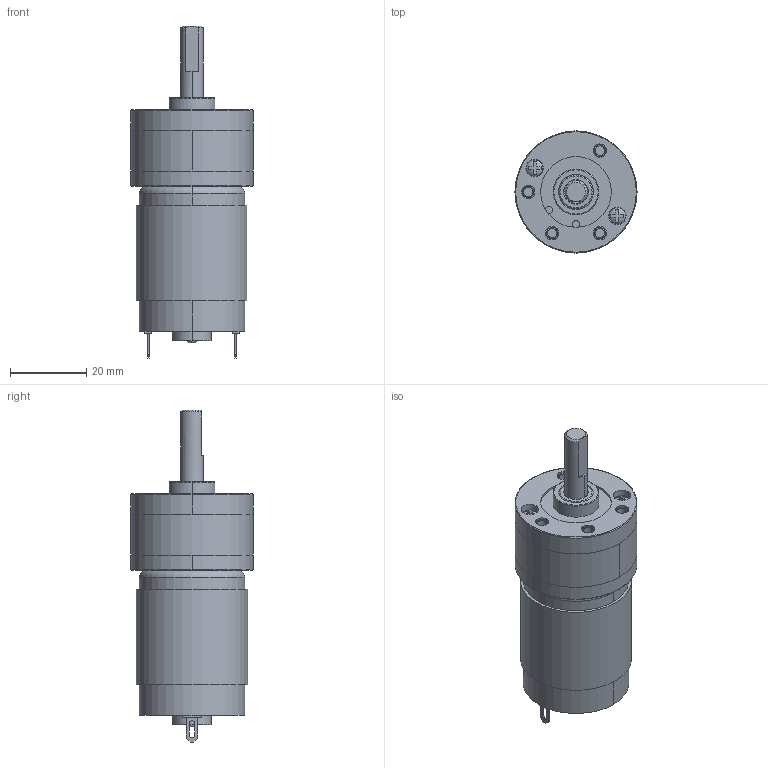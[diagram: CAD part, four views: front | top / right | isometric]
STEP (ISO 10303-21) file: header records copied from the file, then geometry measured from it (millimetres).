
FILE_DESCRIPTION((''),'2;1');
FILE_NAME('32RS-0_ASM','2024-07-12T',('86157'),(''),'PRO/ENGINEER BY PARAMETRIC TECHNOLOGY CORPORATION, 2010280','PRO/ENGINEER BY PARAMETRIC TECHNOLOGY CORPORATION, 2010280','');
FILE_SCHEMA(('CONFIG_CONTROL_DESIGN'));
Length unit declared in the file: millimetre
Products named in the file (8): D032P410K001; D032P510F001; D032P420K002; D032P410K002; 32RS-ZHOU; M2_5; MOTOR-385; 32RS-0_ASM
Assembly tree (8 placements, depth 2):
  32RS-0_ASM
    D032P410K001
    D032P510F001
    D032P420K002
    D032P410K002
    32RS-ZHOU
    M2_5  x2
    MOTOR-385
Bounding box: 32 x 32 x 87 mm (x, y, z)
Volume: 32457.7 mm3; surface area: 16546.5 mm2
Topology: 8 solids, 16 shells, 448 faces, 1092 edges, 705 vertices
Faces by surface type: cylinder 242, plane 144, cone 42, torus 16, sphere 4
Entity records: 12826 total; most frequent: DIRECTION 2482, CARTESIAN_POINT 2133, ORIENTED_EDGE 2008, AXIS2_PLACEMENT_3D 1023, EDGE_CURVE 1020, VERTEX_POINT 663, CIRCLE 582, EDGE_LOOP 507
